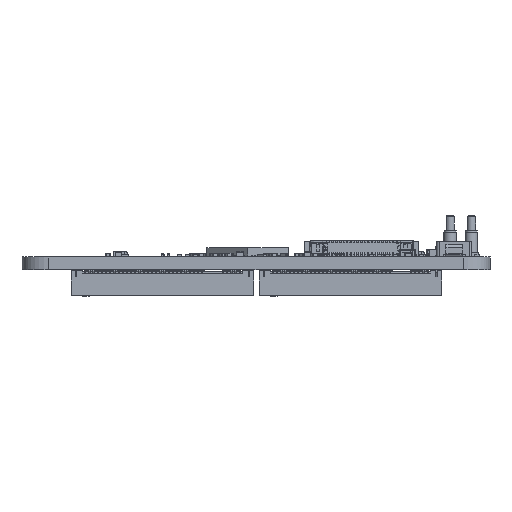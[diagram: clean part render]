
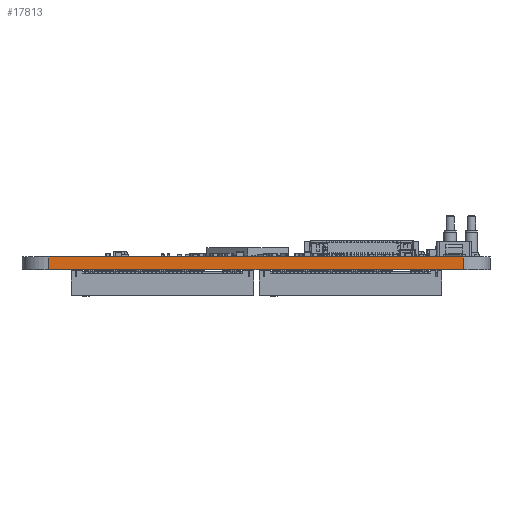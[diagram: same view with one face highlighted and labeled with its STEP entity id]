
A CAD part, left-side view. The second image highlights one B-rep face of the part: STEP entity #17813.
In plain terms, the highlighted planar face has unit normal (-1, 0, 0).
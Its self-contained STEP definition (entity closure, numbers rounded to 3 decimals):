
#9356=FACE_OUTER_BOUND($,#12257,.T.);
#12257=EDGE_LOOP($,(#27956,#27957,#27958,#27959));
#15605=PLANE($,#22773);
#17813=ADVANCED_FACE($,(#9356),#15605,.T.);
#22773=AXIS2_PLACEMENT_3D($,#90384,#73868,$);
#27956=ORIENTED_EDGE($,*,*,#45320,.T.);
#27957=ORIENTED_EDGE($,*,*,#45353,.T.);
#27958=ORIENTED_EDGE($,*,*,#45336,.F.);
#27959=ORIENTED_EDGE($,*,*,#45352,.F.);
#45320=EDGE_CURVE($,#67690,#67691,#60868,.T.);
#45336=EDGE_CURVE($,#67707,#67708,#60876,.T.);
#45352=EDGE_CURVE($,#67690,#67707,#60891,.T.);
#45353=EDGE_CURVE($,#67691,#67708,#60892,.T.);
#54053=VECTOR($,#73835,49.657);
#54061=VECTOR($,#73843,49.657);
#54076=VECTOR($,#73858,1.555);
#54077=VECTOR($,#73859,1.555);
#60868=LINE($,#90384,#54053);
#60876=LINE($,#90409,#54061);
#60891=LINE($,#90384,#54076);
#60892=LINE($,#90385,#54077);
#67690=VERTEX_POINT($,#90384);
#67691=VERTEX_POINT($,#90385);
#67707=VERTEX_POINT($,#90409);
#67708=VERTEX_POINT($,#90410);
#73835=DIRECTION($,(0.,1.,0.));
#73843=DIRECTION($,(0.,1.,0.));
#73858=DIRECTION($,(0.,0.,-1.));
#73859=DIRECTION($,(0.,0.,-1.));
#73868=DIRECTION($,(-1.,0.,0.));
#90384=CARTESIAN_POINT('',(-266.7,247.828,0.));
#90385=CARTESIAN_POINT('',(-266.7,297.485,0.));
#90409=CARTESIAN_POINT('',(-266.7,247.828,-1.555));
#90410=CARTESIAN_POINT('',(-266.7,297.485,-1.555));
